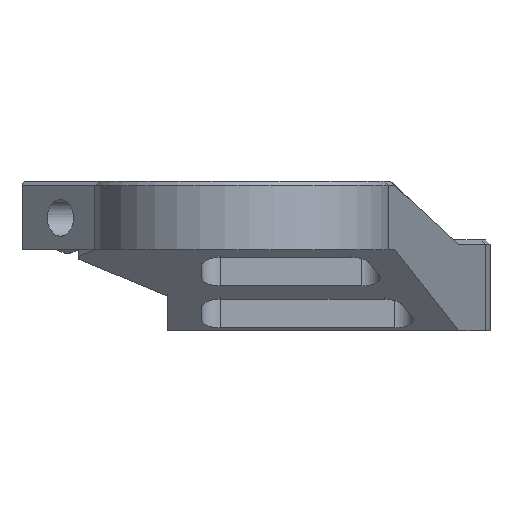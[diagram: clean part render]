
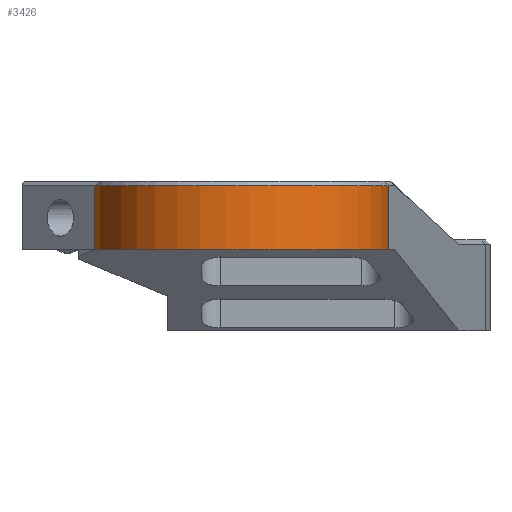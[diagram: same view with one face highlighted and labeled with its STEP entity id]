
A CAD part, left-side view. The second image highlights one B-rep face of the part: STEP entity #3426.
In plain terms, the highlighted cylindrical face has radius 31.875 mm (diameter 63.75 mm), a partial arc.
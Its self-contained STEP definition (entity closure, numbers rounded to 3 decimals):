
#455=FACE_OUTER_BOUND('',#661,.T.);
#661=EDGE_LOOP('',(#3135,#3136,#3137,#3138));
#1013=LINE('',#6289,#1360);
#1014=LINE('',#6291,#1361);
#1360=VECTOR('',#4456,10.);
#1361=VECTOR('',#4459,10.);
#1409=CIRCLE('',#3601,31.875);
#1422=CIRCLE('',#3661,31.875);
#1446=VERTEX_POINT('',#4546);
#1691=VERTEX_POINT('',#6087);
#1726=VERTEX_POINT('',#6269);
#1727=VERTEX_POINT('',#6271);
#2137=EDGE_CURVE('',#1446,#1691,#1409,.T.);
#2206=EDGE_CURVE('',#1727,#1726,#1422,.T.);
#2215=EDGE_CURVE('',#1727,#1446,#1013,.T.);
#2216=EDGE_CURVE('',#1726,#1691,#1014,.T.);
#3135=ORIENTED_EDGE('',*,*,#2137,.F.);
#3136=ORIENTED_EDGE('',*,*,#2215,.F.);
#3137=ORIENTED_EDGE('',*,*,#2206,.T.);
#3138=ORIENTED_EDGE('',*,*,#2216,.T.);
#3242=CYLINDRICAL_SURFACE('',#3668,31.875);
#3426=ADVANCED_FACE('',(#455),#3242,.T.);
#3601=AXIS2_PLACEMENT_3D('',#6130,#4264,#4265);
#3661=AXIS2_PLACEMENT_3D('',#6272,#4435,#4436);
#3668=AXIS2_PLACEMENT_3D('',#6290,#4457,#4458);
#4264=DIRECTION('center_axis',(0.,0.,1.));
#4265=DIRECTION('ref_axis',(-0.242,-0.97,0.));
#4435=DIRECTION('center_axis',(0.,0.,1.));
#4436=DIRECTION('ref_axis',(0.242,0.97,0.));
#4456=DIRECTION('',(0.,0.,1.));
#4457=DIRECTION('center_axis',(0.,0.,1.));
#4458=DIRECTION('ref_axis',(-0.99,-0.139,0.));
#4459=DIRECTION('',(0.,0.,1.));
#4546=CARTESIAN_POINT('',(-91.902,65.6,31.5));
#6087=CARTESIAN_POINT('',(-83.688,7.07,31.5));
#6130=CARTESIAN_POINT('Origin',(-99.625,34.675,31.5));
#6269=CARTESIAN_POINT('',(-83.688,7.07,17.585));
#6271=CARTESIAN_POINT('',(-91.902,65.6,17.585));
#6272=CARTESIAN_POINT('Origin',(-99.625,34.675,17.585));
#6289=CARTESIAN_POINT('',(-91.902,65.6,0.));
#6290=CARTESIAN_POINT('Origin',(-99.625,34.675,0.));
#6291=CARTESIAN_POINT('',(-83.688,7.07,0.));
